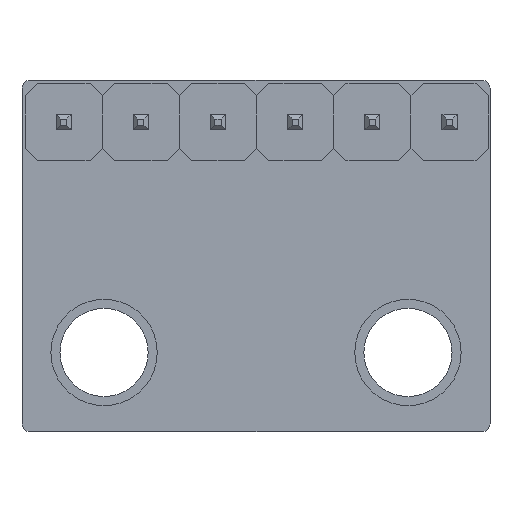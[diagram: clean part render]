
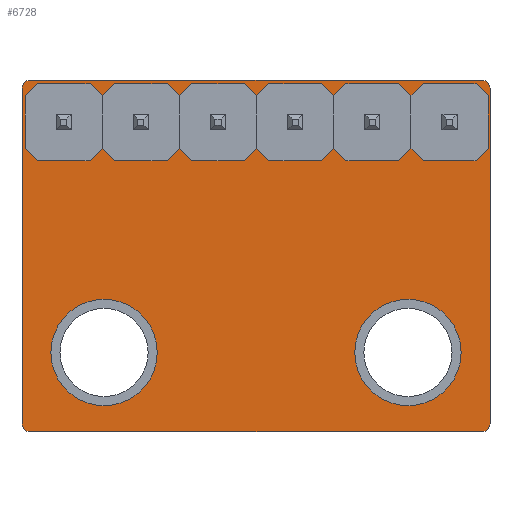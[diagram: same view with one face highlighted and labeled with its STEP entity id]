
A CAD part, front view. The second image highlights one B-rep face of the part: STEP entity #6728.
In plain terms, the highlighted planar face has unit normal (0, -1, 0).
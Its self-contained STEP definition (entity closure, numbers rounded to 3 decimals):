
#118=CIRCLE('',#7218,0.754);
#120=CIRCLE('',#7221,0.754);
#122=CIRCLE('',#7224,0.754);
#124=CIRCLE('',#7227,0.754);
#126=CIRCLE('',#7230,0.754);
#128=CIRCLE('',#7233,0.754);
#135=CIRCLE('',#7242,1.75);
#136=CIRCLE('',#7244,1.75);
#137=CIRCLE('',#7250,0.25);
#138=CIRCLE('',#7251,0.25);
#139=CIRCLE('',#7252,0.25);
#140=CIRCLE('',#7253,0.25);
#298=FACE_BOUND('',#1196,.T.);
#299=FACE_BOUND('',#1197,.T.);
#300=FACE_BOUND('',#1198,.T.);
#301=FACE_BOUND('',#1199,.T.);
#302=FACE_BOUND('',#1200,.T.);
#303=FACE_BOUND('',#1201,.T.);
#304=FACE_BOUND('',#1202,.T.);
#305=FACE_BOUND('',#1203,.T.);
#753=FACE_OUTER_BOUND('',#1195,.T.);
#1195=EDGE_LOOP('',(#5450,#5451,#5452,#5453,#5454,#5455,#5456,#5457));
#1196=EDGE_LOOP('',(#5458));
#1197=EDGE_LOOP('',(#5459));
#1198=EDGE_LOOP('',(#5460));
#1199=EDGE_LOOP('',(#5461));
#1200=EDGE_LOOP('',(#5462));
#1201=EDGE_LOOP('',(#5463));
#1202=EDGE_LOOP('',(#5464));
#1203=EDGE_LOOP('',(#5465));
#1828=LINE('',#11077,#2536);
#1831=LINE('',#11083,#2539);
#1835=LINE('',#11090,#2543);
#1837=LINE('',#11095,#2545);
#2536=VECTOR('',#8511,1000.);
#2539=VECTOR('',#8516,1000.);
#2543=VECTOR('',#8522,1000.);
#2545=VECTOR('',#8526,1000.);
#3145=VERTEX_POINT('',#11012);
#3147=VERTEX_POINT('',#11018);
#3149=VERTEX_POINT('',#11024);
#3151=VERTEX_POINT('',#11030);
#3153=VERTEX_POINT('',#11036);
#3155=VERTEX_POINT('',#11042);
#3166=VERTEX_POINT('',#11067);
#3167=VERTEX_POINT('',#11071);
#3168=VERTEX_POINT('',#11075);
#3169=VERTEX_POINT('',#11076);
#3170=VERTEX_POINT('',#11081);
#3171=VERTEX_POINT('',#11082);
#3172=VERTEX_POINT('',#11087);
#3173=VERTEX_POINT('',#11089);
#3174=VERTEX_POINT('',#11093);
#3175=VERTEX_POINT('',#11094);
#3932=EDGE_CURVE('',#3145,#3145,#118,.T.);
#3935=EDGE_CURVE('',#3147,#3147,#120,.T.);
#3938=EDGE_CURVE('',#3149,#3149,#122,.T.);
#3941=EDGE_CURVE('',#3151,#3151,#124,.T.);
#3944=EDGE_CURVE('',#3153,#3153,#126,.T.);
#3947=EDGE_CURVE('',#3155,#3155,#128,.T.);
#3959=EDGE_CURVE('',#3166,#3166,#135,.T.);
#3961=EDGE_CURVE('',#3167,#3167,#136,.T.);
#3962=EDGE_CURVE('',#3168,#3169,#1828,.T.);
#3965=EDGE_CURVE('',#3170,#3171,#1831,.T.);
#3969=EDGE_CURVE('',#3172,#3173,#1835,.T.);
#3971=EDGE_CURVE('',#3174,#3175,#1837,.T.);
#3974=EDGE_CURVE('',#3172,#3171,#137,.T.);
#3975=EDGE_CURVE('',#3170,#3169,#138,.T.);
#3976=EDGE_CURVE('',#3168,#3175,#139,.T.);
#3977=EDGE_CURVE('',#3174,#3173,#140,.T.);
#5450=ORIENTED_EDGE('',*,*,#3969,.F.);
#5451=ORIENTED_EDGE('',*,*,#3974,.T.);
#5452=ORIENTED_EDGE('',*,*,#3965,.F.);
#5453=ORIENTED_EDGE('',*,*,#3975,.T.);
#5454=ORIENTED_EDGE('',*,*,#3962,.F.);
#5455=ORIENTED_EDGE('',*,*,#3976,.T.);
#5456=ORIENTED_EDGE('',*,*,#3971,.F.);
#5457=ORIENTED_EDGE('',*,*,#3977,.T.);
#5458=ORIENTED_EDGE('',*,*,#3932,.T.);
#5459=ORIENTED_EDGE('',*,*,#3935,.T.);
#5460=ORIENTED_EDGE('',*,*,#3938,.T.);
#5461=ORIENTED_EDGE('',*,*,#3941,.T.);
#5462=ORIENTED_EDGE('',*,*,#3944,.T.);
#5463=ORIENTED_EDGE('',*,*,#3947,.T.);
#5464=ORIENTED_EDGE('',*,*,#3959,.T.);
#5465=ORIENTED_EDGE('',*,*,#3961,.T.);
#6354=PLANE('',#7249);
#6728=ADVANCED_FACE('',(#753,#298,#299,#300,#301,#302,#303,#304,#305),#6354,
 .T.);
#7218=AXIS2_PLACEMENT_3D('',#11014,#8444,#8445);
#7221=AXIS2_PLACEMENT_3D('',#11020,#8451,#8452);
#7224=AXIS2_PLACEMENT_3D('',#11026,#8458,#8459);
#7227=AXIS2_PLACEMENT_3D('',#11032,#8465,#8466);
#7230=AXIS2_PLACEMENT_3D('',#11038,#8472,#8473);
#7233=AXIS2_PLACEMENT_3D('',#11044,#8479,#8480);
#7242=AXIS2_PLACEMENT_3D('',#11069,#8502,#8503);
#7244=AXIS2_PLACEMENT_3D('',#11073,#8507,#8508);
#7249=AXIS2_PLACEMENT_3D('',#11098,#8529,#8530);
#7250=AXIS2_PLACEMENT_3D('',#11099,#8531,#8532);
#7251=AXIS2_PLACEMENT_3D('',#11100,#8533,#8534);
#7252=AXIS2_PLACEMENT_3D('',#11101,#8535,#8536);
#7253=AXIS2_PLACEMENT_3D('',#11102,#8537,#8538);
#8444=DIRECTION('center_axis',(0.,1.,0.));
#8445=DIRECTION('ref_axis',(-1.,0.,0.));
#8451=DIRECTION('center_axis',(0.,1.,0.));
#8452=DIRECTION('ref_axis',(-1.,0.,0.));
#8458=DIRECTION('center_axis',(0.,1.,0.));
#8459=DIRECTION('ref_axis',(-1.,0.,0.));
#8465=DIRECTION('center_axis',(0.,1.,0.));
#8466=DIRECTION('ref_axis',(-1.,0.,0.));
#8472=DIRECTION('center_axis',(0.,1.,0.));
#8473=DIRECTION('ref_axis',(-1.,0.,0.));
#8479=DIRECTION('center_axis',(0.,1.,0.));
#8480=DIRECTION('ref_axis',(-1.,0.,0.));
#8502=DIRECTION('center_axis',(0.,1.,0.));
#8503=DIRECTION('ref_axis',(-1.,0.,0.));
#8507=DIRECTION('center_axis',(0.,1.,0.));
#8508=DIRECTION('ref_axis',(-1.,0.,0.));
#8511=DIRECTION('',(0.,0.,-1.));
#8516=DIRECTION('',(-1.,0.,0.));
#8522=DIRECTION('',(0.,0.,1.));
#8526=DIRECTION('',(1.,0.,0.));
#8529=DIRECTION('center_axis',(0.,-1.,0.));
#8530=DIRECTION('ref_axis',(0.,0.,-1.));
#8531=DIRECTION('center_axis',(0.,-1.,0.));
#8532=DIRECTION('ref_axis',(0.,0.,-1.));
#8533=DIRECTION('center_axis',(0.,-1.,0.));
#8534=DIRECTION('ref_axis',(0.,0.,-1.));
#8535=DIRECTION('center_axis',(0.,-1.,0.));
#8536=DIRECTION('ref_axis',(0.,0.,-1.));
#8537=DIRECTION('center_axis',(0.,-1.,0.));
#8538=DIRECTION('ref_axis',(0.,0.,-1.));
#11012=CARTESIAN_POINT('',(-0.441,0.,4.381));
#11014=CARTESIAN_POINT('Origin',(-1.195,0.,4.381));
#11018=CARTESIAN_POINT('',(7.179,0.,4.381));
#11020=CARTESIAN_POINT('Origin',(6.425,0.,4.381));
#11024=CARTESIAN_POINT('',(-5.521,0.,4.381));
#11026=CARTESIAN_POINT('Origin',(-6.275,0.,4.381));
#11030=CARTESIAN_POINT('',(2.099,0.,4.381));
#11032=CARTESIAN_POINT('Origin',(1.345,0.,4.381));
#11036=CARTESIAN_POINT('',(4.639,0.,4.381));
#11038=CARTESIAN_POINT('Origin',(3.885,0.,4.381));
#11042=CARTESIAN_POINT('',(-2.981,0.,4.381));
#11044=CARTESIAN_POINT('Origin',(-3.735,0.,4.381));
#11067=CARTESIAN_POINT('',(-3.25,0.,-3.175));
#11069=CARTESIAN_POINT('Origin',(-5.,0.,-3.175));
#11071=CARTESIAN_POINT('',(6.75,0.,-3.175));
#11073=CARTESIAN_POINT('Origin',(5.,0.,-3.175));
#11075=CARTESIAN_POINT('',(7.7,0.,5.525));
#11076=CARTESIAN_POINT('',(7.7,0.,-5.525));
#11077=CARTESIAN_POINT('',(7.7,0.,5.775));
#11081=CARTESIAN_POINT('',(7.45,0.,-5.775));
#11082=CARTESIAN_POINT('',(-7.45,0.,-5.775));
#11083=CARTESIAN_POINT('',(-7.7,0.,-5.775));
#11087=CARTESIAN_POINT('',(-7.7,0.,-5.525));
#11089=CARTESIAN_POINT('',(-7.7,0.,5.525));
#11090=CARTESIAN_POINT('',(-7.7,0.,5.775));
#11093=CARTESIAN_POINT('',(-7.45,0.,5.775));
#11094=CARTESIAN_POINT('',(7.45,0.,5.775));
#11095=CARTESIAN_POINT('',(-7.7,0.,5.775));
#11098=CARTESIAN_POINT('Origin',(0.,0.,0.));
#11099=CARTESIAN_POINT('Origin',(-7.45,0.,-5.525));
#11100=CARTESIAN_POINT('Origin',(7.45,0.,-5.525));
#11101=CARTESIAN_POINT('Origin',(7.45,0.,5.525));
#11102=CARTESIAN_POINT('Origin',(-7.45,0.,5.525));
